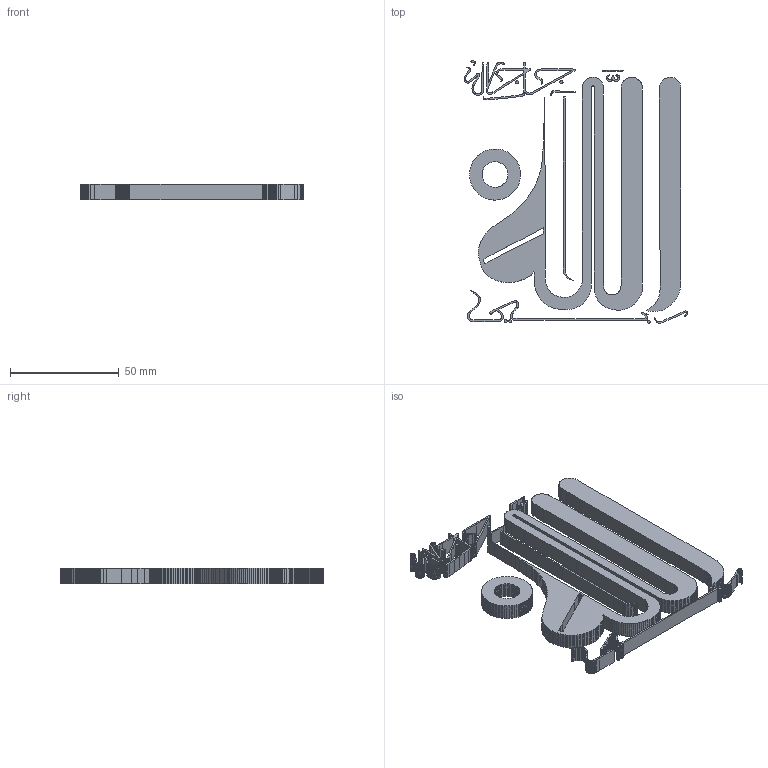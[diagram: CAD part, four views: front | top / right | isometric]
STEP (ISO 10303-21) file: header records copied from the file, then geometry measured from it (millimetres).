
FILE_DESCRIPTION(('FreeCAD Model'),'2;1');
FILE_NAME('Open CASCADE Shape Model','2025-05-04T05:25:03',('FreeCAD'),( 'FreeCAD'),'Open CASCADE STEP processor 7.6','FreeCAD','Unknown');
FILE_SCHEMA(('AUTOMOTIVE_DESIGN { 1 0 10303 214 1 1 1 1 }'));
Products named in the file (1): Open CASCADE STEP translator 7.6 1
Bounding box: 102.82 x 120.5 x 7.1 mm (x, y, z)
Volume: 33166.5 mm3; surface area: 25370.8 mm2
Topology: 17 solids, 17 shells, 1742 faces, 5124 edges, 3416 vertices
Faces by surface type: bspline 1742
Entity records: 51570 total; most frequent: CARTESIAN_POINT 20633, ORIENTED_EDGE 10248, EDGE_CURVE 5124, B_SPLINE_CURVE_WITH_KNOTS 5124, VERTEX_POINT 3416, FACE_BOUND 1746, EDGE_LOOP 1746, ADVANCED_FACE 1742
